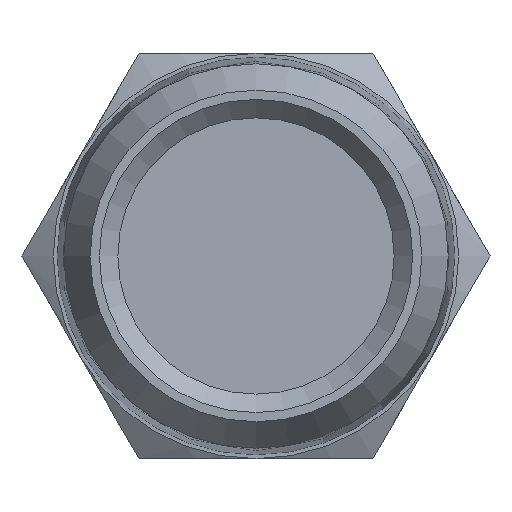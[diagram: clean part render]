
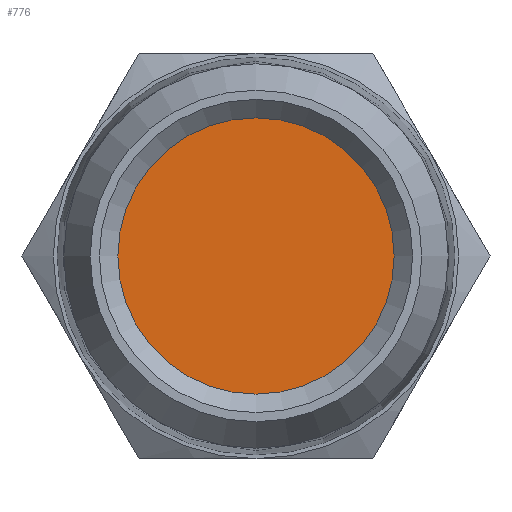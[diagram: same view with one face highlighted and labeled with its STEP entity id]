
A CAD part, front view. The second image highlights one B-rep face of the part: STEP entity #776.
In plain terms, the highlighted planar face has unit normal (0, -1, 0).
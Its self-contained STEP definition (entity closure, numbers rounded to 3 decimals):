
#152=PLANE('',#876);
#228=FACE_OUTER_BOUND('',#304,.T.);
#304=EDGE_LOOP('',(#713));
#317=CIRCLE('',#803,7.5);
#358=VERTEX_POINT('',#1136);
#425=EDGE_CURVE('',#358,#358,#317,.T.);
#713=ORIENTED_EDGE('',*,*,#425,.F.);
#776=ADVANCED_FACE('',(#228),#152,.T.);
#803=AXIS2_PLACEMENT_3D('',#1137,#923,#924);
#876=AXIS2_PLACEMENT_3D('',#1398,#1091,#1092);
#923=DIRECTION('center_axis',(0.,1.,0.));
#924=DIRECTION('ref_axis',(0.,0.,-1.));
#1091=DIRECTION('center_axis',(0.,-1.,0.));
#1092=DIRECTION('ref_axis',(0.,0.,-1.));
#1136=CARTESIAN_POINT('',(-7.5,4.,0.));
#1137=CARTESIAN_POINT('Origin',(0.,4.,0.));
#1398=CARTESIAN_POINT('Origin',(0.,4.,0.));
